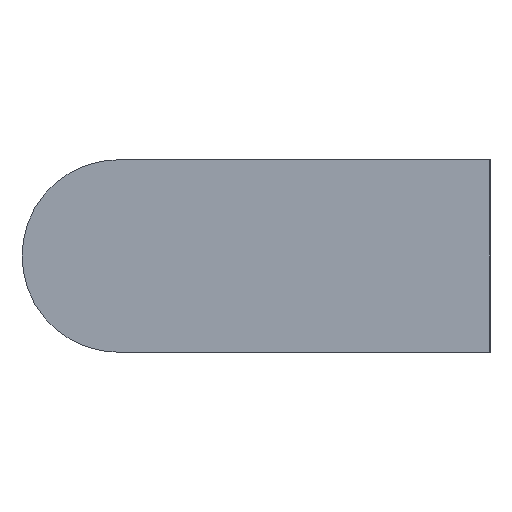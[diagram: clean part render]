
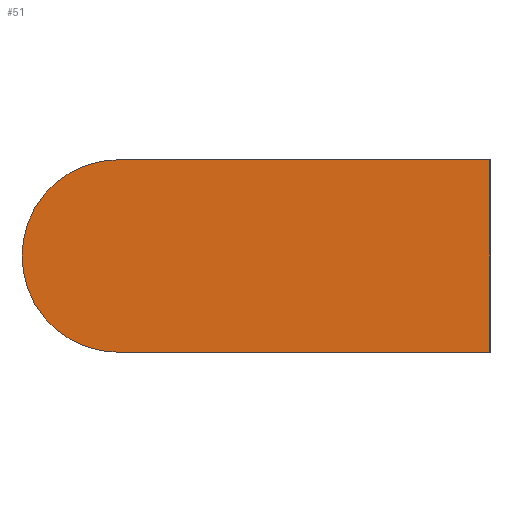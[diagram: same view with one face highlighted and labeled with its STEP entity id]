
A CAD part, left-side view. The second image highlights one B-rep face of the part: STEP entity #51.
In plain terms, the highlighted planar face has unit normal (-1, 0, 0).
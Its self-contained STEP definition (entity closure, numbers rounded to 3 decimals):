
#51 = ADVANCED_FACE ( 'NONE', ( #224 ), #106, .T. ) ;
#53 = LINE ( 'NONE', #545, #518 ) ;
#55 = CARTESIAN_POINT ( 'NONE',  ( -140.5, 28., 0. ) ) ;
#82 = ORIENTED_EDGE ( 'NONE', *, *, #625, .F. ) ;
#96 = AXIS2_PLACEMENT_3D ( 'NONE', #718, #342, #347 ) ;
#106 = PLANE ( 'NONE',  #334 ) ;
#117 = DIRECTION ( 'NONE',  ( 0., 0., -1. ) ) ;
#163 = ORIENTED_EDGE ( 'NONE', *, *, #349, .F. ) ;
#168 = LINE ( 'NONE', #225, #432 ) ;
#170 = VERTEX_POINT ( 'NONE', #569 ) ;
#182 = VERTEX_POINT ( 'NONE', #525 ) ;
#224 = FACE_OUTER_BOUND ( 'NONE', #730, .T. ) ;
#225 = CARTESIAN_POINT ( 'NONE',  ( -140.5, 0., 7.25 ) ) ;
#314 = ORIENTED_EDGE ( 'NONE', *, *, #748, .F. ) ;
#334 = AXIS2_PLACEMENT_3D ( 'NONE', #55, #436, #117 ) ;
#340 = LINE ( 'NONE', #534, #371 ) ;
#342 = DIRECTION ( 'NONE',  ( 1., 0., 0. ) ) ;
#347 = DIRECTION ( 'NONE',  ( 0., 0., -1. ) ) ;
#349 = EDGE_CURVE ( 'NONE', #426, #182, #340, .T. ) ;
#371 = VECTOR ( 'NONE', #589, 1000. ) ;
#426 = VERTEX_POINT ( 'NONE', #815 ) ;
#432 = VECTOR ( 'NONE', #611, 1000. ) ;
#436 = DIRECTION ( 'NONE',  ( -1., 0., 0. ) ) ;
#518 = VECTOR ( 'NONE', #807, 1000. ) ;
#525 = CARTESIAN_POINT ( 'NONE',  ( -140.5, 28., -7.25 ) ) ;
#534 = CARTESIAN_POINT ( 'NONE',  ( -140.5, 0., -7.25 ) ) ;
#545 = CARTESIAN_POINT ( 'NONE',  ( -140.5, 28., 7.25 ) ) ;
#555 = ORIENTED_EDGE ( 'NONE', *, *, #785, .F. ) ;
#569 = CARTESIAN_POINT ( 'NONE',  ( -140.5, 0., 7.25 ) ) ;
#589 = DIRECTION ( 'NONE',  ( 0., 1., 0. ) ) ;
#611 = DIRECTION ( 'NONE',  ( 0., 0., -1. ) ) ;
#625 = EDGE_CURVE ( 'NONE', #182, #681, #782, .T. ) ;
#681 = VERTEX_POINT ( 'NONE', #722 ) ;
#718 = CARTESIAN_POINT ( 'NONE',  ( -140.5, 28., 0. ) ) ;
#722 = CARTESIAN_POINT ( 'NONE',  ( -140.5, 28., 7.25 ) ) ;
#730 = EDGE_LOOP ( 'NONE', ( #82, #163, #555, #314 ) ) ;
#748 = EDGE_CURVE ( 'NONE', #681, #170, #53, .T. ) ;
#782 = CIRCLE ( 'NONE', #96, 7.25 ) ;
#785 = EDGE_CURVE ( 'NONE', #170, #426, #168, .T. ) ;
#807 = DIRECTION ( 'NONE',  ( 0., -1., 0. ) ) ;
#815 = CARTESIAN_POINT ( 'NONE',  ( -140.5, 0., -7.25 ) ) ;
